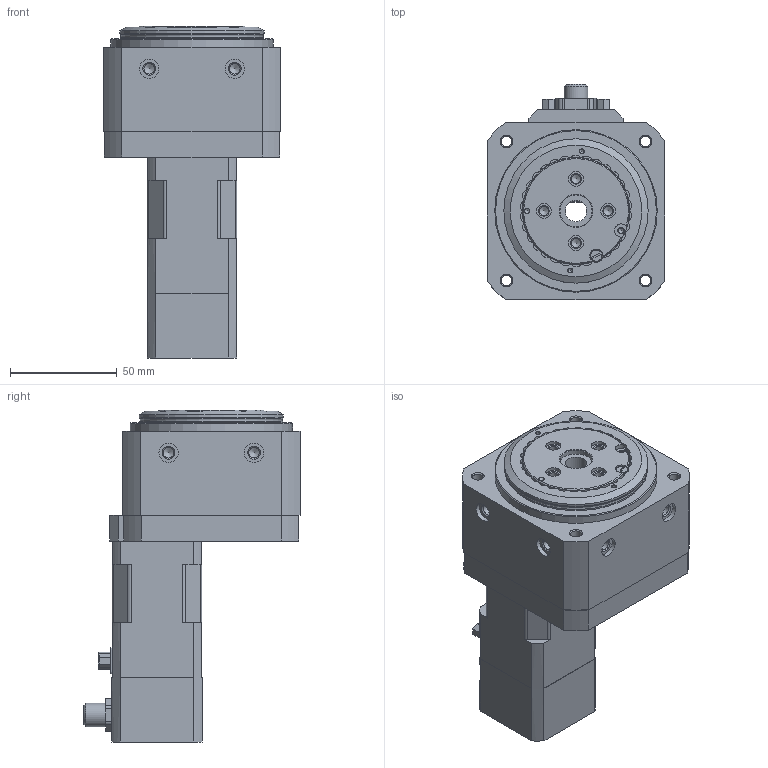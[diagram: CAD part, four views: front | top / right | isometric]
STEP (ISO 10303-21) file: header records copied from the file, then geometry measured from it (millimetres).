
FILE_DESCRIPTION(/* description */ ('STEP AP214'),/* implementation_level */ '2;1');
FILE_NAME(/* name */ '3008527_ERMO-25-ST-E',/* time_stamp */ '2024-08-28T05:24:35+02:00',/* author */ ('License CC BY-ND 4.0'),/* organization */ ('CADENAS'),/* preprocessor_version */ 'ST-DEVELOPER v19.3',/* originating_system */ 'PARTsolutions',/* authorisation */ ' ');
FILE_SCHEMA (('AUTOMOTIVE_DESIGN {1 0 10303 214 3 1 1}'));
Length unit declared in the file: millimetre
Products named in the file (6): 3008527 ERMO-25-ST-E---(0); 2954697 ERMO-25-ST-E---(0_d); 2954697 ERMO-25---(geh); 2643925 ERMO-25-SE---(m); 2954697 ERMO-25---(0_te); 710515 DSM-12-P-B
Assembly tree (5 placements, depth 2):
  3008527 ERMO-25-ST-E---(0)
    2954697 ERMO-25-ST-E---(0_d)
    2954697 ERMO-25---(geh)
    2643925 ERMO-25-SE---(m)
    2954697 ERMO-25---(0_te)
    710515 DSM-12-P-B
Bounding box: 83 x 101.04 x 155.3 mm (x, y, z)
Volume: 474281.1 mm3; surface area: 88950.7 mm2
Topology: 4 solids, 4 shells, 531 faces, 1249 edges, 815 vertices
Faces by surface type: plane 259, cylinder 193, cone 69, torus 10
Full cylindrical faces by diameter (mm): 1 x17, 1.25 x1, 2.1 x2, 2.459 x5, 2.5 x3, 3 x4, 4.134 x10, 4.5 x1, 4.917 x10, 5 x2, 5.5 x4, 5.78 x1, 6.917 x1, 7 x14, 8 x5, 9 x6, 10 x6, 11 x1, 12 x2, 12.5 x2, 14 x1, 15 x1, 22 x2, 32 x1, 50 x1, 50.2 x1, 55.3 x1, 62.8 x2, 66.924 x2, 67.5 x1
Entity records: 15517 total; most frequent: DIRECTION 2594, CARTESIAN_POINT 2370, ORIENTED_EDGE 2020, AXIS2_PLACEMENT_3D 1059, EDGE_CURVE 1010, FACE_BOUND 848, EDGE_LOOP 822, VERTEX_POINT 786
